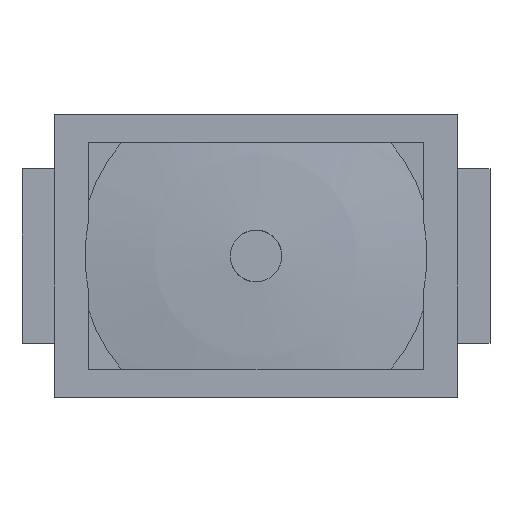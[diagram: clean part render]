
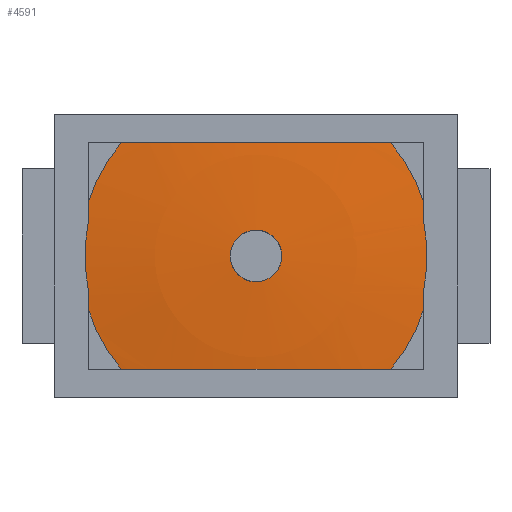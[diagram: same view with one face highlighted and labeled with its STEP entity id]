
A CAD part, top view. The second image highlights one B-rep face of the part: STEP entity #4591.
In plain terms, the highlighted spherical face has radius 9.2 mm.
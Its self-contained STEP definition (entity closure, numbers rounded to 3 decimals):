
#643=B_SPLINE_CURVE_WITH_KNOTS('',3,(#5580,#5581,#5582,#5583),
 .UNSPECIFIED.,.F.,.F.,(4,4),(0.,1.),.UNSPECIFIED.);
#644=B_SPLINE_CURVE_WITH_KNOTS('',3,(#5599,#5600,#5601,#5602),
 .UNSPECIFIED.,.F.,.F.,(4,4),(0.,1.),.UNSPECIFIED.);
#909=ORIENTED_EDGE('',*,*,#1869,.T.);
#910=ORIENTED_EDGE('',*,*,#1870,.T.);
#911=ORIENTED_EDGE('',*,*,#1871,.T.);
#912=ORIENTED_EDGE('',*,*,#1872,.F.);
#913=ORIENTED_EDGE('',*,*,#1873,.T.);
#914=ORIENTED_EDGE('',*,*,#1874,.T.);
#915=ORIENTED_EDGE('',*,*,#1875,.T.);
#916=ORIENTED_EDGE('',*,*,#1876,.F.);
#917=ORIENTED_EDGE('',*,*,#1877,.T.);
#918=ORIENTED_EDGE('',*,*,#1878,.T.);
#919=ORIENTED_EDGE('',*,*,#1879,.T.);
#920=ORIENTED_EDGE('',*,*,#1880,.F.);
#921=ORIENTED_EDGE('',*,*,#1881,.T.);
#922=ORIENTED_EDGE('',*,*,#1882,.T.);
#923=ORIENTED_EDGE('',*,*,#1883,.T.);
#924=ORIENTED_EDGE('',*,*,#1884,.F.);
#925=ORIENTED_EDGE('',*,*,#1885,.F.);
#1869=EDGE_CURVE('',#2349,#2350,#2671,.F.);
#1870=EDGE_CURVE('',#2350,#2351,#643,.F.);
#1871=EDGE_CURVE('',#2351,#2352,#2672,.F.);
#1872=EDGE_CURVE('',#2353,#2352,#2673,.F.);
#1873=EDGE_CURVE('',#2353,#2354,#2674,.F.);
#1874=EDGE_CURVE('',#2354,#2355,#2675,.T.);
#1875=EDGE_CURVE('',#2355,#2356,#2676,.F.);
#1876=EDGE_CURVE('',#2357,#2356,#2677,.F.);
#1877=EDGE_CURVE('',#2357,#2358,#2678,.F.);
#1878=EDGE_CURVE('',#2358,#2359,#644,.F.);
#1879=EDGE_CURVE('',#2359,#2360,#2679,.F.);
#1880=EDGE_CURVE('',#2361,#2360,#2680,.F.);
#1881=EDGE_CURVE('',#2361,#2362,#2681,.F.);
#1882=EDGE_CURVE('',#2362,#2363,#2682,.T.);
#1883=EDGE_CURVE('',#2363,#2364,#2683,.F.);
#1884=EDGE_CURVE('',#2349,#2364,#2684,.F.);
#1885=EDGE_CURVE('',#2365,#2365,#2685,.F.);
#2349=VERTEX_POINT('',#5578);
#2350=VERTEX_POINT('',#5579);
#2351=VERTEX_POINT('',#5584);
#2352=VERTEX_POINT('',#5586);
#2353=VERTEX_POINT('',#5588);
#2354=VERTEX_POINT('',#5590);
#2355=VERTEX_POINT('',#5592);
#2356=VERTEX_POINT('',#5594);
#2357=VERTEX_POINT('',#5596);
#2358=VERTEX_POINT('',#5598);
#2359=VERTEX_POINT('',#5603);
#2360=VERTEX_POINT('',#5605);
#2361=VERTEX_POINT('',#5607);
#2362=VERTEX_POINT('',#5609);
#2363=VERTEX_POINT('',#5611);
#2364=VERTEX_POINT('',#5613);
#2365=VERTEX_POINT('',#5616);
#2671=CIRCLE('',#4824,9.115);
#2672=CIRCLE('',#4825,9.115);
#2673=CIRCLE('',#4826,1.309);
#2674=CIRCLE('',#4827,9.161);
#2675=CIRCLE('',#4828,9.161);
#2676=CIRCLE('',#4829,9.161);
#2677=CIRCLE('',#4830,1.309);
#2678=CIRCLE('',#4831,9.115);
#2679=CIRCLE('',#4832,9.115);
#2680=CIRCLE('',#4833,1.309);
#2681=CIRCLE('',#4834,9.161);
#2682=CIRCLE('',#4835,9.161);
#2683=CIRCLE('',#4836,9.161);
#2684=CIRCLE('',#4837,1.309);
#2685=CIRCLE('',#4838,0.192);
#2687=EDGE_LOOP('',(#909,#910,#911,#912,#913,#914,#915,#916,#917,#918,#919,
#920,#921,#922,#923,#924));
#2688=EDGE_LOOP('',(#925));
#2913=FACE_BOUND('',#2687,.T.);
#2914=FACE_BOUND('',#2688,.T.);
#3139=SPHERICAL_SURFACE('',#4823,9.2);
#4591=ADVANCED_FACE('',(#2913,#2914),#3139,.T.);
#4823=AXIS2_PLACEMENT_3D('',#5576,#5009,#5010);
#4824=AXIS2_PLACEMENT_3D('',#5577,#5011,#5012);
#4825=AXIS2_PLACEMENT_3D('',#5585,#5013,#5014);
#4826=AXIS2_PLACEMENT_3D('',#5587,#5015,#5016);
#4827=AXIS2_PLACEMENT_3D('',#5589,#5017,#5018);
#4828=AXIS2_PLACEMENT_3D('',#5591,#5019,#5020);
#4829=AXIS2_PLACEMENT_3D('',#5593,#5021,#5022);
#4830=AXIS2_PLACEMENT_3D('',#5595,#5023,#5024);
#4831=AXIS2_PLACEMENT_3D('',#5597,#5025,#5026);
#4832=AXIS2_PLACEMENT_3D('',#5604,#5027,#5028);
#4833=AXIS2_PLACEMENT_3D('',#5606,#5029,#5030);
#4834=AXIS2_PLACEMENT_3D('',#5608,#5031,#5032);
#4835=AXIS2_PLACEMENT_3D('',#5610,#5033,#5034);
#4836=AXIS2_PLACEMENT_3D('',#5612,#5035,#5036);
#4837=AXIS2_PLACEMENT_3D('',#5614,#5037,#5038);
#4838=AXIS2_PLACEMENT_3D('',#5615,#5039,#5040);
#5009=DIRECTION('',(0.,0.,1.));
#5010=DIRECTION('',(1.,0.,0.));
#5011=DIRECTION('',(1.,0.,0.));
#5012=DIRECTION('',(0.,0.,-1.));
#5013=DIRECTION('',(1.,0.,0.));
#5014=DIRECTION('',(0.,0.,-1.));
#5015=DIRECTION('',(0.,0.,1.));
#5016=DIRECTION('',(1.,0.,0.));
#5017=DIRECTION('',(0.,1.,0.));
#5018=DIRECTION('',(0.,0.,1.));
#5019=DIRECTION('',(0.,-1.,0.));
#5020=DIRECTION('',(0.,0.,-1.));
#5021=DIRECTION('',(0.,1.,0.));
#5022=DIRECTION('',(0.,0.,1.));
#5023=DIRECTION('',(0.,0.,1.));
#5024=DIRECTION('',(1.,0.,0.));
#5025=DIRECTION('',(-1.,0.,0.));
#5026=DIRECTION('',(0.,0.,1.));
#5027=DIRECTION('',(-1.,0.,0.));
#5028=DIRECTION('',(0.,0.,1.));
#5029=DIRECTION('',(0.,0.,1.));
#5030=DIRECTION('',(1.,0.,0.));
#5031=DIRECTION('',(0.,-1.,0.));
#5032=DIRECTION('',(0.,0.,-1.));
#5033=DIRECTION('',(0.,1.,0.));
#5034=DIRECTION('',(0.,0.,1.));
#5035=DIRECTION('',(0.,-1.,0.));
#5036=DIRECTION('',(0.,0.,-1.));
#5037=DIRECTION('',(0.,0.,1.));
#5038=DIRECTION('',(1.,0.,0.));
#5039=DIRECTION('',(0.,0.,-1.));
#5040=DIRECTION('',(-1.,0.,0.));
#5576=CARTESIAN_POINT('',(0.,0.,-8.731));
#5577=CARTESIAN_POINT('',(1.249,0.,-8.731));
#5578=CARTESIAN_POINT('',(1.249,-0.393,0.376));
#5579=CARTESIAN_POINT('',(1.249,-0.24,0.381));
#5580=CARTESIAN_POINT('',(1.249,0.24,0.381));
#5581=CARTESIAN_POINT('',(1.28,0.08,0.381));
#5582=CARTESIAN_POINT('',(1.28,-0.08,0.381));
#5583=CARTESIAN_POINT('',(1.249,-0.24,0.381));
#5584=CARTESIAN_POINT('',(1.249,0.24,0.381));
#5585=CARTESIAN_POINT('',(1.249,0.,-8.731));
#5586=CARTESIAN_POINT('',(1.249,0.393,0.376));
#5587=CARTESIAN_POINT('',(0.,0.,0.376));
#5588=CARTESIAN_POINT('',(1.003,0.841,0.376));
#5589=CARTESIAN_POINT('',(0.,0.841,-8.731));
#5590=CARTESIAN_POINT('',(0.954,0.841,0.381));
#5591=CARTESIAN_POINT('',(0.,0.841,-8.731));
#5592=CARTESIAN_POINT('',(-0.954,0.841,0.381));
#5593=CARTESIAN_POINT('',(0.,0.841,-8.731));
#5594=CARTESIAN_POINT('',(-1.003,0.841,0.376));
#5595=CARTESIAN_POINT('',(0.,0.,0.376));
#5596=CARTESIAN_POINT('',(-1.249,0.393,0.376));
#5597=CARTESIAN_POINT('',(-1.249,0.,-8.731));
#5598=CARTESIAN_POINT('',(-1.249,0.24,0.381));
#5599=CARTESIAN_POINT('',(-1.249,-0.24,0.381));
#5600=CARTESIAN_POINT('',(-1.28,-0.08,0.381));
#5601=CARTESIAN_POINT('',(-1.28,0.08,0.381));
#5602=CARTESIAN_POINT('',(-1.249,0.24,0.381));
#5603=CARTESIAN_POINT('',(-1.249,-0.24,0.381));
#5604=CARTESIAN_POINT('',(-1.249,0.,-8.731));
#5605=CARTESIAN_POINT('',(-1.249,-0.393,0.376));
#5606=CARTESIAN_POINT('',(0.,0.,0.376));
#5607=CARTESIAN_POINT('',(-1.003,-0.841,0.376));
#5608=CARTESIAN_POINT('',(0.,-0.841,-8.731));
#5609=CARTESIAN_POINT('',(-0.954,-0.841,0.381));
#5610=CARTESIAN_POINT('',(0.,-0.841,-8.731));
#5611=CARTESIAN_POINT('',(0.954,-0.841,0.381));
#5612=CARTESIAN_POINT('',(0.,-0.841,-8.731));
#5613=CARTESIAN_POINT('',(1.003,-0.841,0.376));
#5614=CARTESIAN_POINT('',(0.,0.,0.376));
#5615=CARTESIAN_POINT('',(0.,0.,0.467));
#5616=CARTESIAN_POINT('',(-0.192,0.,0.467));
